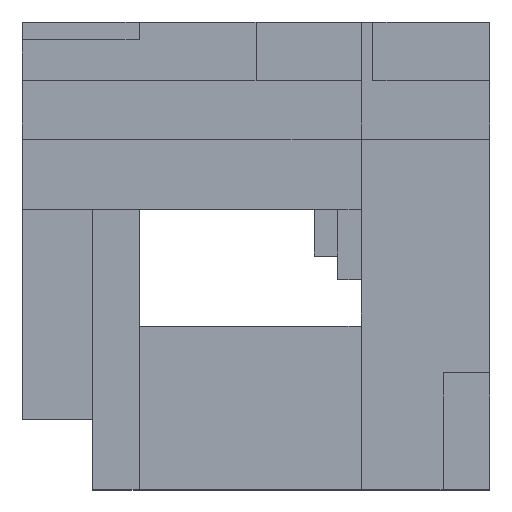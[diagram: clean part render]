
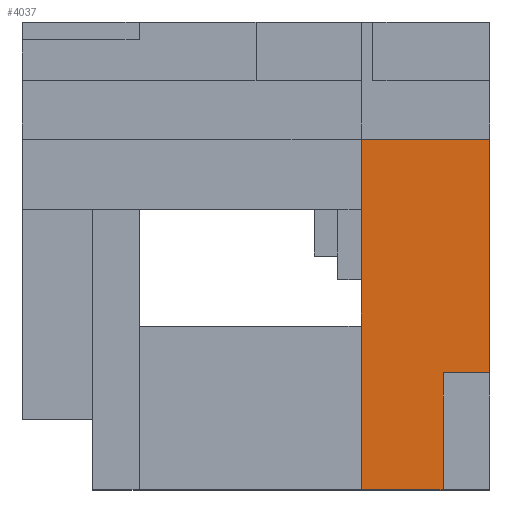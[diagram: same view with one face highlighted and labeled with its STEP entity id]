
A CAD part, top view. The second image highlights one B-rep face of the part: STEP entity #4037.
In plain terms, the highlighted planar face has unit normal (0, 0, 1).
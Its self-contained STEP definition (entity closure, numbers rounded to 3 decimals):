
#4037 = ADVANCED_FACE('',(#4038),#4052,.T.);
#4038 = FACE_BOUND('',#4039,.T.);
#4039 = EDGE_LOOP('',(#4040,#4075,#4098,#4126,#4154,#4180,#4208,#4234));
#4040 = ORIENTED_EDGE('',*,*,#4041,.F.);
#4041 = EDGE_CURVE('',#4042,#4044,#4046,.T.);
#4042 = VERTEX_POINT('',#4043);
#4043 = CARTESIAN_POINT('',(16.,-10.,7.35));
#4044 = VERTEX_POINT('',#4045);
#4045 = CARTESIAN_POINT('',(16.,-20.,7.35));
#4046 = SURFACE_CURVE('',#4047,(#4051,#4063),.PCURVE_S1.);
#4047 = LINE('',#4048,#4049);
#4048 = CARTESIAN_POINT('',(16.,-10.,7.35));
#4049 = VECTOR('',#4050,1.);
#4050 = DIRECTION('',(0.,-1.,0.));
#4051 = PCURVE('',#4052,#4057);
#4052 = PLANE('',#4053);
#4053 = AXIS2_PLACEMENT_3D('',#4054,#4055,#4056);
#4054 = CARTESIAN_POINT('',(0.,0.,7.35));
#4055 = DIRECTION('',(0.,0.,1.));
#4056 = DIRECTION('',(1.,0.,-0.));
#4057 = DEFINITIONAL_REPRESENTATION('',(#4058),#4062);
#4058 = LINE('',#4059,#4060);
#4059 = CARTESIAN_POINT('',(16.,-10.));
#4060 = VECTOR('',#4061,1.);
#4061 = DIRECTION('',(0.,-1.));
#4062 = ( GEOMETRIC_REPRESENTATION_CONTEXT(2) 
PARAMETRIC_REPRESENTATION_CONTEXT() REPRESENTATION_CONTEXT('2D SPACE',''
  ) );
#4063 = PCURVE('',#4064,#4069);
#4064 = PLANE('',#4065);
#4065 = AXIS2_PLACEMENT_3D('',#4066,#4067,#4068);
#4066 = CARTESIAN_POINT('',(0.,0.,7.35));
#4067 = DIRECTION('',(0.,0.,1.));
#4068 = DIRECTION('',(1.,0.,-0.));
#4069 = DEFINITIONAL_REPRESENTATION('',(#4070),#4074);
#4070 = LINE('',#4071,#4072);
#4071 = CARTESIAN_POINT('',(16.,-10.));
#4072 = VECTOR('',#4073,1.);
#4073 = DIRECTION('',(0.,-1.));
#4074 = ( GEOMETRIC_REPRESENTATION_CONTEXT(2) 
PARAMETRIC_REPRESENTATION_CONTEXT() REPRESENTATION_CONTEXT('2D SPACE',''
  ) );
#4075 = ORIENTED_EDGE('',*,*,#4076,.F.);
#4076 = EDGE_CURVE('',#4077,#4042,#4079,.T.);
#4077 = VERTEX_POINT('',#4078);
#4078 = CARTESIAN_POINT('',(20.,-10.,7.35));
#4079 = SURFACE_CURVE('',#4080,(#4084,#4091),.PCURVE_S1.);
#4080 = LINE('',#4081,#4082);
#4081 = CARTESIAN_POINT('',(20.,-10.,7.35));
#4082 = VECTOR('',#4083,1.);
#4083 = DIRECTION('',(-1.,0.,0.));
#4084 = PCURVE('',#4052,#4085);
#4085 = DEFINITIONAL_REPRESENTATION('',(#4086),#4090);
#4086 = LINE('',#4087,#4088);
#4087 = CARTESIAN_POINT('',(20.,-10.));
#4088 = VECTOR('',#4089,1.);
#4089 = DIRECTION('',(-1.,0.));
#4090 = ( GEOMETRIC_REPRESENTATION_CONTEXT(2) 
PARAMETRIC_REPRESENTATION_CONTEXT() REPRESENTATION_CONTEXT('2D SPACE',''
  ) );
#4091 = PCURVE('',#4064,#4092);
#4092 = DEFINITIONAL_REPRESENTATION('',(#4093),#4097);
#4093 = LINE('',#4094,#4095);
#4094 = CARTESIAN_POINT('',(20.,-10.));
#4095 = VECTOR('',#4096,1.);
#4096 = DIRECTION('',(-1.,0.));
#4097 = ( GEOMETRIC_REPRESENTATION_CONTEXT(2) 
PARAMETRIC_REPRESENTATION_CONTEXT() REPRESENTATION_CONTEXT('2D SPACE',''
  ) );
#4098 = ORIENTED_EDGE('',*,*,#4099,.F.);
#4099 = EDGE_CURVE('',#4100,#4077,#4102,.T.);
#4100 = VERTEX_POINT('',#4101);
#4101 = CARTESIAN_POINT('',(20.,10.,7.35));
#4102 = SURFACE_CURVE('',#4103,(#4107,#4114),.PCURVE_S1.);
#4103 = LINE('',#4104,#4105);
#4104 = CARTESIAN_POINT('',(20.,20.,7.35));
#4105 = VECTOR('',#4106,1.);
#4106 = DIRECTION('',(0.,-1.,0.));
#4107 = PCURVE('',#4052,#4108);
#4108 = DEFINITIONAL_REPRESENTATION('',(#4109),#4113);
#4109 = LINE('',#4110,#4111);
#4110 = CARTESIAN_POINT('',(20.,20.));
#4111 = VECTOR('',#4112,1.);
#4112 = DIRECTION('',(0.,-1.));
#4113 = ( GEOMETRIC_REPRESENTATION_CONTEXT(2) 
PARAMETRIC_REPRESENTATION_CONTEXT() REPRESENTATION_CONTEXT('2D SPACE',''
  ) );
#4114 = PCURVE('',#4115,#4120);
#4115 = PLANE('',#4116);
#4116 = AXIS2_PLACEMENT_3D('',#4117,#4118,#4119);
#4117 = CARTESIAN_POINT('',(20.,0.,0.));
#4118 = DIRECTION('',(1.,0.,-0.));
#4119 = DIRECTION('',(0.,1.,0.));
#4120 = DEFINITIONAL_REPRESENTATION('',(#4121),#4125);
#4121 = LINE('',#4122,#4123);
#4122 = CARTESIAN_POINT('',(20.,7.35));
#4123 = VECTOR('',#4124,1.);
#4124 = DIRECTION('',(-1.,0.));
#4125 = ( GEOMETRIC_REPRESENTATION_CONTEXT(2) 
PARAMETRIC_REPRESENTATION_CONTEXT() REPRESENTATION_CONTEXT('2D SPACE',''
  ) );
#4126 = ORIENTED_EDGE('',*,*,#4127,.F.);
#4127 = EDGE_CURVE('',#4128,#4100,#4130,.T.);
#4128 = VERTEX_POINT('',#4129);
#4129 = CARTESIAN_POINT('',(9.,10.,7.35));
#4130 = SURFACE_CURVE('',#4131,(#4135,#4142),.PCURVE_S1.);
#4131 = LINE('',#4132,#4133);
#4132 = CARTESIAN_POINT('',(-20.,10.,7.35));
#4133 = VECTOR('',#4134,1.);
#4134 = DIRECTION('',(1.,0.,0.));
#4135 = PCURVE('',#4052,#4136);
#4136 = DEFINITIONAL_REPRESENTATION('',(#4137),#4141);
#4137 = LINE('',#4138,#4139);
#4138 = CARTESIAN_POINT('',(-20.,10.));
#4139 = VECTOR('',#4140,1.);
#4140 = DIRECTION('',(1.,0.));
#4141 = ( GEOMETRIC_REPRESENTATION_CONTEXT(2) 
PARAMETRIC_REPRESENTATION_CONTEXT() REPRESENTATION_CONTEXT('2D SPACE',''
  ) );
#4142 = PCURVE('',#4143,#4148);
#4143 = PLANE('',#4144);
#4144 = AXIS2_PLACEMENT_3D('',#4145,#4146,#4147);
#4145 = CARTESIAN_POINT('',(0.,0.,7.35));
#4146 = DIRECTION('',(0.,0.,1.));
#4147 = DIRECTION('',(1.,0.,-0.));
#4148 = DEFINITIONAL_REPRESENTATION('',(#4149),#4153);
#4149 = LINE('',#4150,#4151);
#4150 = CARTESIAN_POINT('',(-20.,10.));
#4151 = VECTOR('',#4152,1.);
#4152 = DIRECTION('',(1.,0.));
#4153 = ( GEOMETRIC_REPRESENTATION_CONTEXT(2) 
PARAMETRIC_REPRESENTATION_CONTEXT() REPRESENTATION_CONTEXT('2D SPACE',''
  ) );
#4154 = ORIENTED_EDGE('',*,*,#4155,.F.);
#4155 = EDGE_CURVE('',#4156,#4128,#4158,.T.);
#4156 = VERTEX_POINT('',#4157);
#4157 = CARTESIAN_POINT('',(9.,-2.,7.35));
#4158 = SURFACE_CURVE('',#4159,(#4163,#4169),.PCURVE_S1.);
#4159 = LINE('',#4160,#4161);
#4160 = CARTESIAN_POINT('',(9.,-2.,7.35));
#4161 = VECTOR('',#4162,1.);
#4162 = DIRECTION('',(0.,1.,-0.));
#4163 = PCURVE('',#4052,#4164);
#4164 = DEFINITIONAL_REPRESENTATION('',(#4165),#4168);
#4165 = B_SPLINE_CURVE_WITH_KNOTS('',1,(#4166,#4167),.UNSPECIFIED.,.F.,
  .F.,(2,2),(-21.,15.),.PIECEWISE_BEZIER_KNOTS.);
#4166 = CARTESIAN_POINT('',(9.,-23.));
#4167 = CARTESIAN_POINT('',(9.,13.));
#4168 = ( GEOMETRIC_REPRESENTATION_CONTEXT(2) 
PARAMETRIC_REPRESENTATION_CONTEXT() REPRESENTATION_CONTEXT('2D SPACE',''
  ) );
#4169 = PCURVE('',#4170,#4175);
#4170 = PLANE('',#4171);
#4171 = AXIS2_PLACEMENT_3D('',#4172,#4173,#4174);
#4172 = CARTESIAN_POINT('',(9.,-4.,7.35));
#4173 = DIRECTION('',(-1.,0.,0.));
#4174 = DIRECTION('',(0.,0.,1.));
#4175 = DEFINITIONAL_REPRESENTATION('',(#4176),#4179);
#4176 = B_SPLINE_CURVE_WITH_KNOTS('',1,(#4177,#4178),.UNSPECIFIED.,.F.,
  .F.,(2,2),(-21.,15.),.PIECEWISE_BEZIER_KNOTS.);
#4177 = CARTESIAN_POINT('',(0.,-19.));
#4178 = CARTESIAN_POINT('',(0.,17.));
#4179 = ( GEOMETRIC_REPRESENTATION_CONTEXT(2) 
PARAMETRIC_REPRESENTATION_CONTEXT() REPRESENTATION_CONTEXT('2D SPACE',''
  ) );
#4180 = ORIENTED_EDGE('',*,*,#4181,.T.);
#4181 = EDGE_CURVE('',#4156,#4182,#4184,.T.);
#4182 = VERTEX_POINT('',#4183);
#4183 = CARTESIAN_POINT('',(9.,-6.,7.35));
#4184 = SURFACE_CURVE('',#4185,(#4189,#4196),.PCURVE_S1.);
#4185 = LINE('',#4186,#4187);
#4186 = CARTESIAN_POINT('',(9.,-2.,7.35));
#4187 = VECTOR('',#4188,1.);
#4188 = DIRECTION('',(0.,-1.,0.));
#4189 = PCURVE('',#4052,#4190);
#4190 = DEFINITIONAL_REPRESENTATION('',(#4191),#4195);
#4191 = LINE('',#4192,#4193);
#4192 = CARTESIAN_POINT('',(9.,-2.));
#4193 = VECTOR('',#4194,1.);
#4194 = DIRECTION('',(0.,-1.));
#4195 = ( GEOMETRIC_REPRESENTATION_CONTEXT(2) 
PARAMETRIC_REPRESENTATION_CONTEXT() REPRESENTATION_CONTEXT('2D SPACE',''
  ) );
#4196 = PCURVE('',#4197,#4202);
#4197 = PLANE('',#4198);
#4198 = AXIS2_PLACEMENT_3D('',#4199,#4200,#4201);
#4199 = CARTESIAN_POINT('',(9.,-4.,7.35));
#4200 = DIRECTION('',(-1.,0.,0.));
#4201 = DIRECTION('',(0.,0.,1.));
#4202 = DEFINITIONAL_REPRESENTATION('',(#4203),#4207);
#4203 = LINE('',#4204,#4205);
#4204 = CARTESIAN_POINT('',(0.,2.));
#4205 = VECTOR('',#4206,1.);
#4206 = DIRECTION('',(0.,-1.));
#4207 = ( GEOMETRIC_REPRESENTATION_CONTEXT(2) 
PARAMETRIC_REPRESENTATION_CONTEXT() REPRESENTATION_CONTEXT('2D SPACE',''
  ) );
#4208 = ORIENTED_EDGE('',*,*,#4209,.F.);
#4209 = EDGE_CURVE('',#4210,#4182,#4212,.T.);
#4210 = VERTEX_POINT('',#4211);
#4211 = CARTESIAN_POINT('',(9.,-20.,7.35));
#4212 = SURFACE_CURVE('',#4213,(#4217,#4223),.PCURVE_S1.);
#4213 = LINE('',#4214,#4215);
#4214 = CARTESIAN_POINT('',(9.,-2.,7.35));
#4215 = VECTOR('',#4216,1.);
#4216 = DIRECTION('',(0.,1.,-0.));
#4217 = PCURVE('',#4052,#4218);
#4218 = DEFINITIONAL_REPRESENTATION('',(#4219),#4222);
#4219 = B_SPLINE_CURVE_WITH_KNOTS('',1,(#4220,#4221),.UNSPECIFIED.,.F.,
  .F.,(2,2),(-21.,15.),.PIECEWISE_BEZIER_KNOTS.);
#4220 = CARTESIAN_POINT('',(9.,-23.));
#4221 = CARTESIAN_POINT('',(9.,13.));
#4222 = ( GEOMETRIC_REPRESENTATION_CONTEXT(2) 
PARAMETRIC_REPRESENTATION_CONTEXT() REPRESENTATION_CONTEXT('2D SPACE',''
  ) );
#4223 = PCURVE('',#4224,#4229);
#4224 = PLANE('',#4225);
#4225 = AXIS2_PLACEMENT_3D('',#4226,#4227,#4228);
#4226 = CARTESIAN_POINT('',(9.,-4.,7.35));
#4227 = DIRECTION('',(-1.,0.,0.));
#4228 = DIRECTION('',(0.,0.,1.));
#4229 = DEFINITIONAL_REPRESENTATION('',(#4230),#4233);
#4230 = B_SPLINE_CURVE_WITH_KNOTS('',1,(#4231,#4232),.UNSPECIFIED.,.F.,
  .F.,(2,2),(-21.,15.),.PIECEWISE_BEZIER_KNOTS.);
#4231 = CARTESIAN_POINT('',(0.,-19.));
#4232 = CARTESIAN_POINT('',(0.,17.));
#4233 = ( GEOMETRIC_REPRESENTATION_CONTEXT(2) 
PARAMETRIC_REPRESENTATION_CONTEXT() REPRESENTATION_CONTEXT('2D SPACE',''
  ) );
#4234 = ORIENTED_EDGE('',*,*,#4235,.F.);
#4235 = EDGE_CURVE('',#4044,#4210,#4236,.T.);
#4236 = SURFACE_CURVE('',#4237,(#4241,#4248),.PCURVE_S1.);
#4237 = LINE('',#4238,#4239);
#4238 = CARTESIAN_POINT('',(20.,-20.,7.35));
#4239 = VECTOR('',#4240,1.);
#4240 = DIRECTION('',(-1.,0.,0.));
#4241 = PCURVE('',#4052,#4242);
#4242 = DEFINITIONAL_REPRESENTATION('',(#4243),#4247);
#4243 = LINE('',#4244,#4245);
#4244 = CARTESIAN_POINT('',(20.,-20.));
#4245 = VECTOR('',#4246,1.);
#4246 = DIRECTION('',(-1.,0.));
#4247 = ( GEOMETRIC_REPRESENTATION_CONTEXT(2) 
PARAMETRIC_REPRESENTATION_CONTEXT() REPRESENTATION_CONTEXT('2D SPACE',''
  ) );
#4248 = PCURVE('',#4249,#4254);
#4249 = PLANE('',#4250);
#4250 = AXIS2_PLACEMENT_3D('',#4251,#4252,#4253);
#4251 = CARTESIAN_POINT('',(0.,-20.,0.));
#4252 = DIRECTION('',(0.,-1.,0.));
#4253 = DIRECTION('',(1.,0.,0.));
#4254 = DEFINITIONAL_REPRESENTATION('',(#4255),#4259);
#4255 = LINE('',#4256,#4257);
#4256 = CARTESIAN_POINT('',(20.,7.35));
#4257 = VECTOR('',#4258,1.);
#4258 = DIRECTION('',(-1.,0.));
#4259 = ( GEOMETRIC_REPRESENTATION_CONTEXT(2) 
PARAMETRIC_REPRESENTATION_CONTEXT() REPRESENTATION_CONTEXT('2D SPACE',''
  ) );
